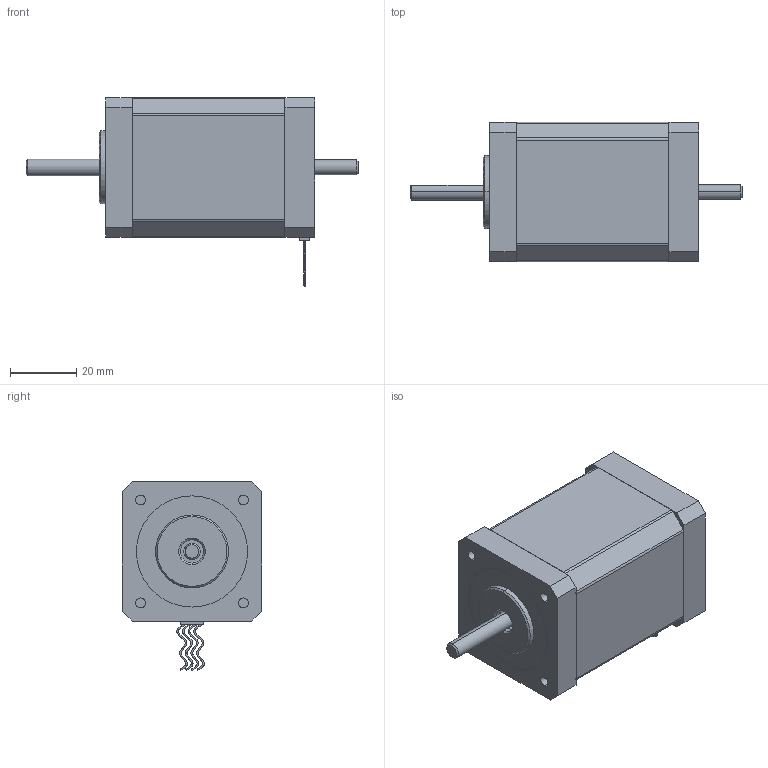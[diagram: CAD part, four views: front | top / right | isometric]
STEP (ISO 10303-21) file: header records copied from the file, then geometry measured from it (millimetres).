
FILE_DESCRIPTION (( 'STEP AP214' ), '1' );
FILE_NAME ('42HS6315B4.STEP', '2023-02-20T02:01:21', ( 'Windows 蚚誧' ), ( 'Organization' ), 'SwSTEP 2.0', 'SolidWorks 2021', '' );
FILE_SCHEMA (( 'AUTOMOTIVE_DESIGN' ));
Length unit declared in the file: millimetre
Products named in the file (1): 42HS6315B4
Bounding box: 100 x 42 x 56.79 mm (x, y, z)
Volume: 109467.5 mm3; surface area: 22509.7 mm2
Topology: 5 solids, 5 shells, 203 faces, 496 edges, 325 vertices
Faces by surface type: plane 130, cylinder 48, cone 9, bspline 8, torus 8
Entity records: 8154 total; most frequent: CARTESIAN_POINT 2917, ORIENTED_EDGE 992, DIRECTION 961, EDGE_CURVE 496, AXIS2_PLACEMENT_3D 343, VERTEX_POINT 325, LINE 275, VECTOR 275
